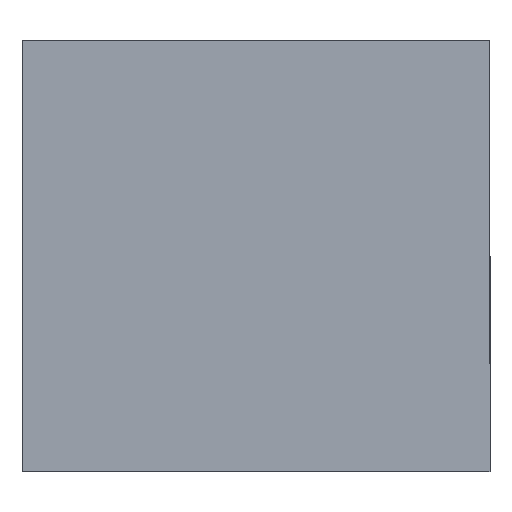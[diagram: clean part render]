
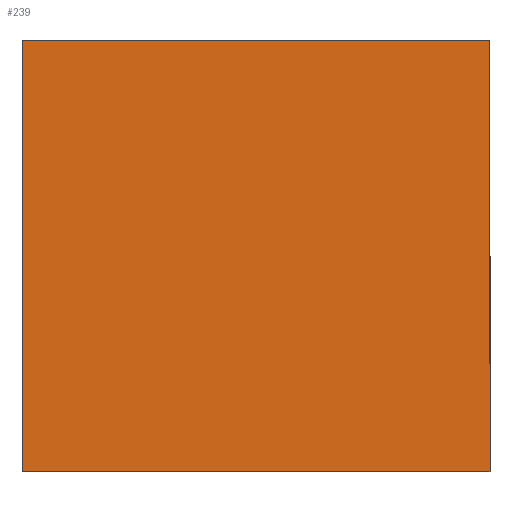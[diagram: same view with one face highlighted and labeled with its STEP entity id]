
A CAD part, left-side view. The second image highlights one B-rep face of the part: STEP entity #239.
In plain terms, the highlighted planar face has unit normal (-1, 0, 0).
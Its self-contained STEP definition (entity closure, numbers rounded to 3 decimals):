
#239=ADVANCED_FACE('',(#357),#359,.F.);
#357=FACE_BOUND('',#358,.T.);
#358=EDGE_LOOP('',(#432,#433,#434,#435));
#359=PLANE('',#360);
#360=AXIS2_PLACEMENT_3D('',#361,#362,#363);
#361=CARTESIAN_POINT('',(-1.395,2.59,1.395));
#362=DIRECTION('',(1.,-0.,0.));
#363=DIRECTION('',(0.,0.,-1.));
#432=ORIENTED_EDGE('',*,*,#464,.F.);
#433=ORIENTED_EDGE('',*,*,#471,.F.);
#434=ORIENTED_EDGE('',*,*,#469,.F.);
#435=ORIENTED_EDGE('',*,*,#467,.F.);
#464=EDGE_CURVE('',#520,#521,#522,.T.);
#467=EDGE_CURVE('',#521,#525,#526,.T.);
#469=EDGE_CURVE('',#525,#528,#529,.T.);
#471=EDGE_CURVE('',#528,#520,#531,.T.);
#520=VERTEX_POINT('',#636);
#521=VERTEX_POINT('',#637);
#522=LINE('',#638,#639);
#525=VERTEX_POINT('',#647);
#526=LINE('',#648,#649);
#528=VERTEX_POINT('',#654);
#529=LINE('',#655,#656);
#531=LINE('',#661,#662);
#636=CARTESIAN_POINT('',(-1.395,-0.005,-1.41));
#637=CARTESIAN_POINT('',(-1.395,2.595,-1.41));
#638=CARTESIAN_POINT('',(-1.395,-0.005,-1.41));
#639=VECTOR('',#640,1.);
#640=DIRECTION('',(0.,1.,0.));
#647=CARTESIAN_POINT('',(-1.395,2.595,1.41));
#648=CARTESIAN_POINT('',(-1.395,2.595,-1.41));
#649=VECTOR('',#650,1.);
#650=DIRECTION('',(0.,0.,1.));
#654=CARTESIAN_POINT('',(-1.395,-0.005,1.41));
#655=CARTESIAN_POINT('',(-1.395,2.595,1.41));
#656=VECTOR('',#657,1.);
#657=DIRECTION('',(0.,-1.,0.));
#661=CARTESIAN_POINT('',(-1.395,-0.005,1.41));
#662=VECTOR('',#663,1.);
#663=DIRECTION('',(0.,0.,-1.));
